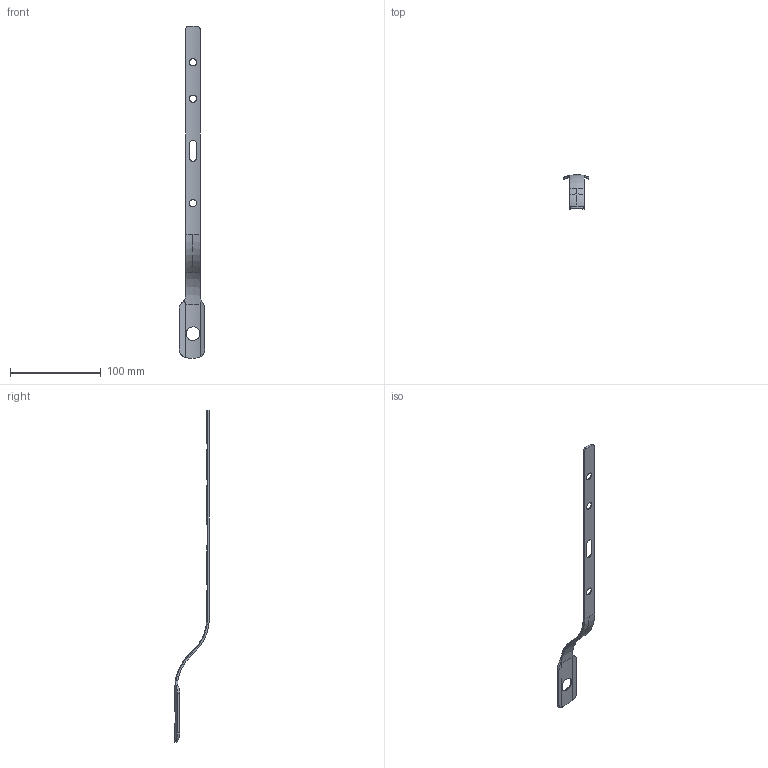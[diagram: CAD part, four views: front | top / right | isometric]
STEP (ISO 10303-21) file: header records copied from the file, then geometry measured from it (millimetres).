
FILE_DESCRIPTION (( 'STEP AP203' ), '1' );
FILE_NAME ('Tee_Buttress_Plate_1_0_2.STEP', '2024-08-27T06:09:08', ( '' ), ( '' ), 'SwSTEP 2.0', 'SolidWorks 2017', '' );
FILE_SCHEMA (( 'CONFIG_CONTROL_DESIGN' ));
Length unit declared in the file: millimetre
Products named in the file (1): Tee_Buttress_Plate_1_0_2
Bounding box: 28.61 x 38.16 x 365.36 mm (x, y, z)
Volume: 12490.9 mm3; surface area: 14485.4 mm2
Topology: 1 solids, 1 shells, 61 faces, 155 edges, 96 vertices
Faces by surface type: cylinder 29, plane 16, bspline 10, torus 6
Entity records: 8640 total; most frequent: CARTESIAN_POINT 7229, ORIENTED_EDGE 310, DIRECTION 215, EDGE_CURVE 155, VERTEX_POINT 96, AXIS2_PLACEMENT_3D 80, B_SPLINE_CURVE_WITH_KNOTS 72, EDGE_LOOP 71
